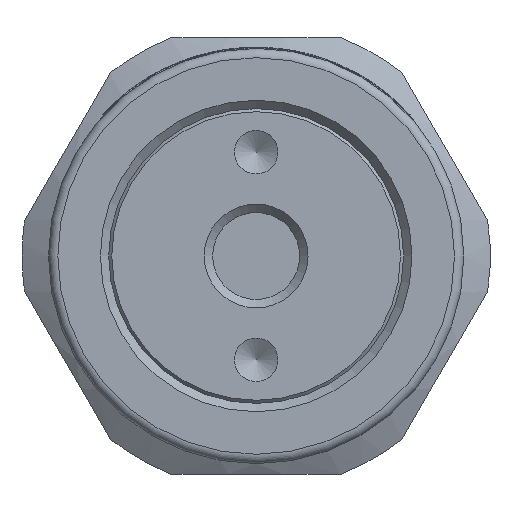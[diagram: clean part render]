
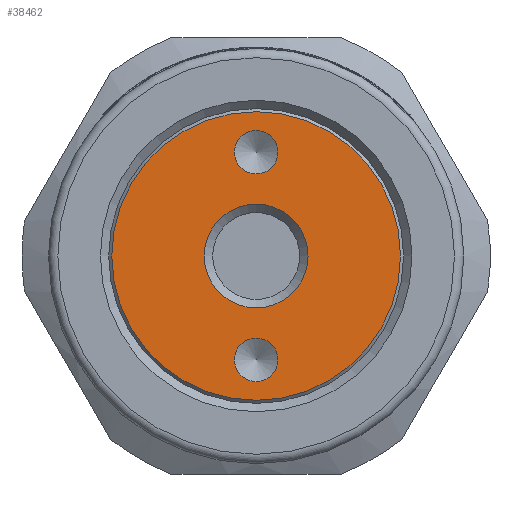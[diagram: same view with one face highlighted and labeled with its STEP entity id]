
A CAD part, left-side view. The second image highlights one B-rep face of the part: STEP entity #38462.
In plain terms, the highlighted planar face has unit normal (-1, 0, 0).
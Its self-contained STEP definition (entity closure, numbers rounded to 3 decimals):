
#38300=CARTESIAN_POINT('',(-80.5,0.,13.9));
#38301=VERTEX_POINT('',#38300);
#38302=CARTESIAN_POINT('',(-80.5,0.,0.));
#38303=DIRECTION('',(1.0,0.0,0.0));
#38304=DIRECTION('',(0.0,0.0,-1.0));
#38305=AXIS2_PLACEMENT_3D('',#38302,#38303,#38304);
#38306=CIRCLE('',#38305,13.9);
#38307=EDGE_CURVE('',#38301,#38301,#38306,.T.);
#38328=CARTESIAN_POINT('',(-80.5,0.,5.));
#38329=VERTEX_POINT('',#38328);
#38330=CARTESIAN_POINT('',(-80.5,0.,0.));
#38331=DIRECTION('',(1.0,0.0,0.0));
#38332=DIRECTION('',(0.0,0.0,1.0));
#38333=AXIS2_PLACEMENT_3D('',#38330,#38331,#38332);
#38334=CIRCLE('',#38333,5.);
#38335=EDGE_CURVE('',#38329,#38329,#38334,.T.);
#38393=CARTESIAN_POINT('',(-80.5,2.1,10.));
#38394=VERTEX_POINT('',#38393);
#38395=CARTESIAN_POINT('',(-80.5,0.,10.));
#38396=DIRECTION('',(1.0,0.0,0.0));
#38397=DIRECTION('',(0.0,1.0,0.0));
#38398=AXIS2_PLACEMENT_3D('',#38395,#38396,#38397);
#38399=CIRCLE('',#38398,2.1);
#38400=EDGE_CURVE('',#38394,#38394,#38399,.T.);
#38430=CARTESIAN_POINT('',(-80.5,-2.1,-10.));
#38431=VERTEX_POINT('',#38430);
#38432=CARTESIAN_POINT('',(-80.5,0.,-10.));
#38433=DIRECTION('',(1.0,0.0,0.0));
#38434=DIRECTION('',(0.0,-1.0,0.0));
#38435=AXIS2_PLACEMENT_3D('',#38432,#38433,#38434);
#38436=CIRCLE('',#38435,2.1);
#38437=EDGE_CURVE('',#38431,#38431,#38436,.T.);
#38445=CARTESIAN_POINT('',(-80.5,0.,7.5));
#38446=DIRECTION('',(-1.0,0.0,0.0));
#38447=DIRECTION('',(0.0,-1.0,0.0));
#38448=AXIS2_PLACEMENT_3D('',#38445,#38446,#38447);
#38449=PLANE('',#38448);
#38450=ORIENTED_EDGE('',*,*,#38307,.F.);
#38451=EDGE_LOOP('',(#38450));
#38452=FACE_OUTER_BOUND('',#38451,.T.);
#38453=ORIENTED_EDGE('',*,*,#38335,.T.);
#38454=EDGE_LOOP('',(#38453));
#38455=FACE_BOUND('',#38454,.T.);
#38456=ORIENTED_EDGE('',*,*,#38400,.T.);
#38457=EDGE_LOOP('',(#38456));
#38458=FACE_BOUND('',#38457,.T.);
#38459=ORIENTED_EDGE('',*,*,#38437,.T.);
#38460=EDGE_LOOP('',(#38459));
#38461=FACE_BOUND('',#38460,.T.);
#38462=ADVANCED_FACE('',(#38452,#38455,#38458,#38461),#38449,.T.);
